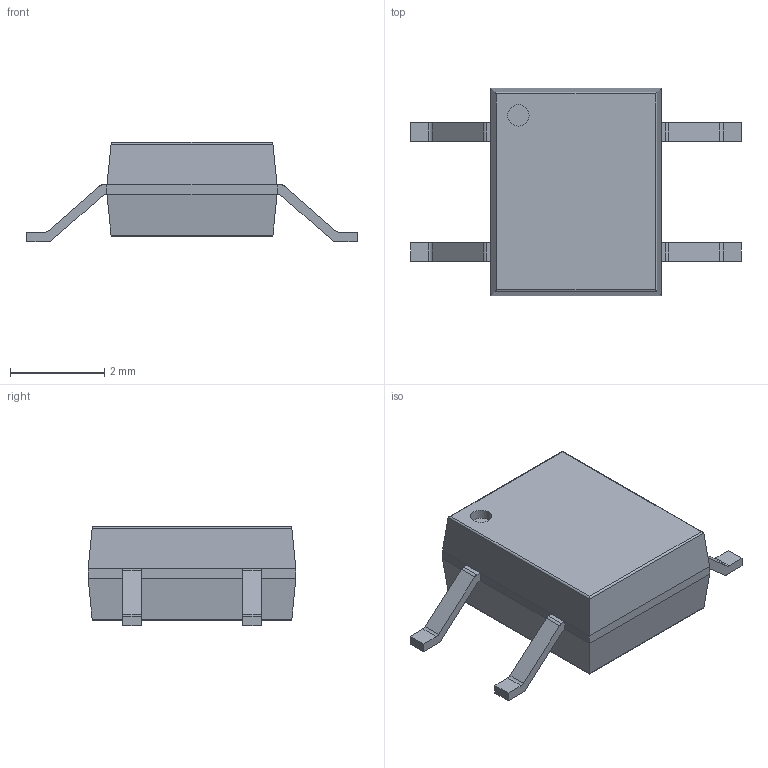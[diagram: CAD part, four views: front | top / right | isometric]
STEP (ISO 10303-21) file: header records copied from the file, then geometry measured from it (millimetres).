
FILE_DESCRIPTION(('FreeCAD Model'),'2;1');
FILE_NAME('13534032.1.1.stp','2021-07-26T16:04:03',( 'Author'),(''),'Open CASCADE STEP processor 6.9','FreeCAD','Unknown' );
FILE_SCHEMA(('AUTOMOTIVE_DESIGN { 1 0 10303 214 1 1 1 1 }'));
Length unit declared in the file: millimetre
Products named in the file (3): ASSEMBLY; Body; PinsArrayLR
Assembly tree (2 placements, depth 2):
  ASSEMBLY
    Body
    PinsArrayLR
Bounding box: 7 x 4.4 x 2.1 mm (x, y, z)
Volume: 31 mm3; surface area: 70.8 mm2
Topology: 5 solids, 5 shells, 76 faces, 179 edges, 114 vertices
Faces by surface type: plane 55, cylinder 21
Full cylindrical faces by diameter (mm): 0.45 x1
Entity records: 4683 total; most frequent: CARTESIAN_POINT 942, DIRECTION 689, LINE 449, VECTOR 449, ORIENTED_EDGE 358, PCURVE 358, DEFINITIONAL_REPRESENTATION 358, EDGE_CURVE 179
